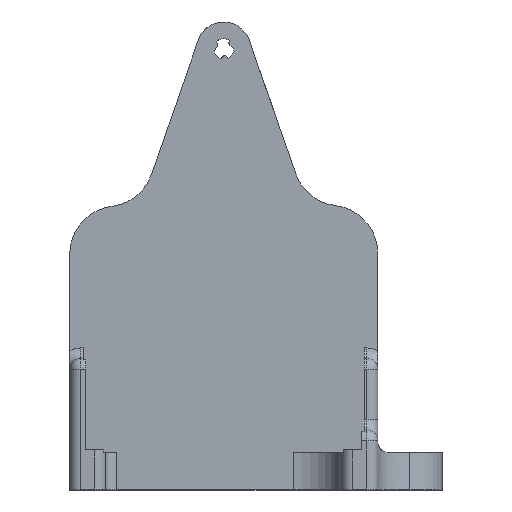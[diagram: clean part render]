
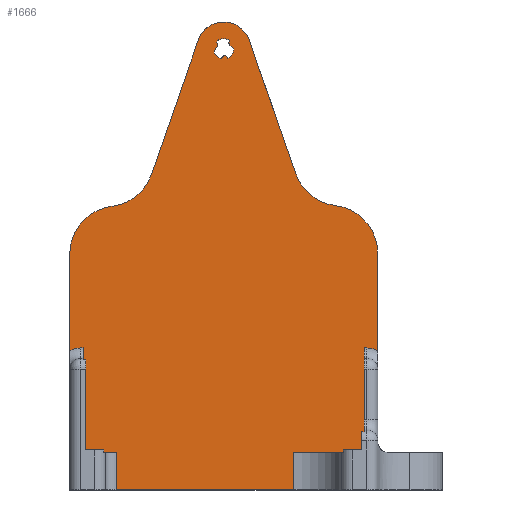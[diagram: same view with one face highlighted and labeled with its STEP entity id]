
A CAD part, top view. The second image highlights one B-rep face of the part: STEP entity #1666.
In plain terms, the highlighted planar face has unit normal (0, 0, 1).
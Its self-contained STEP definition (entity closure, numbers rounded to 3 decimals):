
#29=FACE_BOUND('',#193,.T.);
#44=PLANE('',#1803);
#96=FACE_OUTER_BOUND('',#192,.T.);
#192=EDGE_LOOP('',(#1221,#1222,#1223,#1224,#1225,#1226,#1227,#1228,#1229,
#1230,#1231,#1232,#1233,#1234,#1235,#1236,#1237,#1238,#1239,#1240));
#193=EDGE_LOOP('',(#1241,#1242,#1243,#1244,#1245,#1246,#1247,#1248));
#303=LINE('',#2554,#463);
#313=LINE('',#2596,#473);
#334=LINE('',#2653,#494);
#336=LINE('',#2657,#496);
#337=LINE('',#2659,#497);
#338=LINE('',#2661,#498);
#339=LINE('',#2668,#499);
#340=LINE('',#2672,#500);
#341=LINE('',#2678,#501);
#342=LINE('',#2682,#502);
#343=LINE('',#2684,#503);
#344=LINE('',#2686,#504);
#345=LINE('',#2687,#505);
#346=LINE('',#2696,#506);
#347=LINE('',#2703,#507);
#463=VECTOR('',#1991,10.);
#473=VECTOR('',#2017,10.);
#494=VECTOR('',#2074,10.);
#496=VECTOR('',#2078,10.);
#497=VECTOR('',#2079,10.);
#498=VECTOR('',#2080,10.);
#499=VECTOR('',#2087,10.);
#500=VECTOR('',#2090,10.);
#501=VECTOR('',#2095,10.);
#502=VECTOR('',#2098,10.);
#503=VECTOR('',#2099,10.);
#504=VECTOR('',#2100,10.);
#505=VECTOR('',#2101,10.);
#506=VECTOR('',#2108,10.);
#507=VECTOR('',#2115,10.);
#620=CIRCLE('',#1804,4.);
#621=CIRCLE('',#1805,8.938);
#622=CIRCLE('',#1806,8.938);
#623=CIRCLE('',#1807,5.);
#624=CIRCLE('',#1808,8.938);
#625=CIRCLE('',#1809,8.938);
#626=CIRCLE('',#1810,4.);
#627=CIRCLE('',#1811,1.875);
#628=CIRCLE('',#1812,0.563);
#629=CIRCLE('',#1813,1.875);
#630=CIRCLE('',#1814,0.563);
#631=CIRCLE('',#1815,1.875);
#632=CIRCLE('',#1816,0.563);
#712=VERTEX_POINT('',#2551);
#713=VERTEX_POINT('',#2553);
#726=VERTEX_POINT('',#2593);
#727=VERTEX_POINT('',#2595);
#745=VERTEX_POINT('',#2651);
#746=VERTEX_POINT('',#2656);
#747=VERTEX_POINT('',#2658);
#748=VERTEX_POINT('',#2660);
#749=VERTEX_POINT('',#2663);
#750=VERTEX_POINT('',#2665);
#751=VERTEX_POINT('',#2667);
#752=VERTEX_POINT('',#2669);
#753=VERTEX_POINT('',#2671);
#754=VERTEX_POINT('',#2673);
#755=VERTEX_POINT('',#2675);
#756=VERTEX_POINT('',#2677);
#757=VERTEX_POINT('',#2679);
#758=VERTEX_POINT('',#2681);
#759=VERTEX_POINT('',#2683);
#760=VERTEX_POINT('',#2685);
#761=VERTEX_POINT('',#2688);
#762=VERTEX_POINT('',#2689);
#763=VERTEX_POINT('',#2691);
#764=VERTEX_POINT('',#2693);
#765=VERTEX_POINT('',#2695);
#766=VERTEX_POINT('',#2697);
#767=VERTEX_POINT('',#2699);
#768=VERTEX_POINT('',#2701);
#879=EDGE_CURVE('',#713,#712,#303,.T.);
#896=EDGE_CURVE('',#727,#726,#313,.T.);
#924=EDGE_CURVE('',#745,#726,#334,.T.);
#926=EDGE_CURVE('',#745,#746,#336,.T.);
#927=EDGE_CURVE('',#746,#747,#337,.T.);
#928=EDGE_CURVE('',#748,#747,#338,.T.);
#929=EDGE_CURVE('',#713,#748,#620,.T.);
#930=EDGE_CURVE('',#749,#712,#621,.T.);
#931=EDGE_CURVE('',#750,#749,#622,.T.);
#932=EDGE_CURVE('',#750,#751,#339,.T.);
#933=EDGE_CURVE('',#751,#752,#623,.T.);
#934=EDGE_CURVE('',#752,#753,#340,.T.);
#935=EDGE_CURVE('',#754,#753,#624,.T.);
#936=EDGE_CURVE('',#755,#754,#625,.T.);
#937=EDGE_CURVE('',#755,#756,#341,.T.);
#938=EDGE_CURVE('',#757,#756,#626,.T.);
#939=EDGE_CURVE('',#758,#757,#342,.T.);
#940=EDGE_CURVE('',#758,#759,#343,.T.);
#941=EDGE_CURVE('',#759,#760,#344,.T.);
#942=EDGE_CURVE('',#727,#760,#345,.T.);
#943=EDGE_CURVE('',#761,#762,#627,.T.);
#944=EDGE_CURVE('',#762,#763,#628,.T.);
#945=EDGE_CURVE('',#763,#764,#629,.T.);
#946=EDGE_CURVE('',#764,#765,#346,.T.);
#947=EDGE_CURVE('',#765,#766,#630,.T.);
#948=EDGE_CURVE('',#766,#767,#631,.T.);
#949=EDGE_CURVE('',#767,#768,#632,.T.);
#950=EDGE_CURVE('',#768,#761,#347,.T.);
#1221=ORIENTED_EDGE('',*,*,#924,.F.);
#1222=ORIENTED_EDGE('',*,*,#926,.T.);
#1223=ORIENTED_EDGE('',*,*,#927,.T.);
#1224=ORIENTED_EDGE('',*,*,#928,.F.);
#1225=ORIENTED_EDGE('',*,*,#929,.F.);
#1226=ORIENTED_EDGE('',*,*,#879,.T.);
#1227=ORIENTED_EDGE('',*,*,#930,.F.);
#1228=ORIENTED_EDGE('',*,*,#931,.F.);
#1229=ORIENTED_EDGE('',*,*,#932,.T.);
#1230=ORIENTED_EDGE('',*,*,#933,.T.);
#1231=ORIENTED_EDGE('',*,*,#934,.T.);
#1232=ORIENTED_EDGE('',*,*,#935,.F.);
#1233=ORIENTED_EDGE('',*,*,#936,.F.);
#1234=ORIENTED_EDGE('',*,*,#937,.T.);
#1235=ORIENTED_EDGE('',*,*,#938,.F.);
#1236=ORIENTED_EDGE('',*,*,#939,.F.);
#1237=ORIENTED_EDGE('',*,*,#940,.T.);
#1238=ORIENTED_EDGE('',*,*,#941,.T.);
#1239=ORIENTED_EDGE('',*,*,#942,.F.);
#1240=ORIENTED_EDGE('',*,*,#896,.T.);
#1241=ORIENTED_EDGE('',*,*,#943,.T.);
#1242=ORIENTED_EDGE('',*,*,#944,.T.);
#1243=ORIENTED_EDGE('',*,*,#945,.T.);
#1244=ORIENTED_EDGE('',*,*,#946,.T.);
#1245=ORIENTED_EDGE('',*,*,#947,.T.);
#1246=ORIENTED_EDGE('',*,*,#948,.T.);
#1247=ORIENTED_EDGE('',*,*,#949,.T.);
#1248=ORIENTED_EDGE('',*,*,#950,.T.);
#1666=ADVANCED_FACE('',(#96,#29),#44,.T.);
#1803=AXIS2_PLACEMENT_3D('',#2655,#2076,#2077);
#1804=AXIS2_PLACEMENT_3D('',#2662,#2081,#2082);
#1805=AXIS2_PLACEMENT_3D('',#2664,#2083,#2084);
#1806=AXIS2_PLACEMENT_3D('',#2666,#2085,#2086);
#1807=AXIS2_PLACEMENT_3D('',#2670,#2088,#2089);
#1808=AXIS2_PLACEMENT_3D('',#2674,#2091,#2092);
#1809=AXIS2_PLACEMENT_3D('',#2676,#2093,#2094);
#1810=AXIS2_PLACEMENT_3D('',#2680,#2096,#2097);
#1811=AXIS2_PLACEMENT_3D('',#2690,#2102,#2103);
#1812=AXIS2_PLACEMENT_3D('',#2692,#2104,#2105);
#1813=AXIS2_PLACEMENT_3D('',#2694,#2106,#2107);
#1814=AXIS2_PLACEMENT_3D('',#2698,#2109,#2110);
#1815=AXIS2_PLACEMENT_3D('',#2700,#2111,#2112);
#1816=AXIS2_PLACEMENT_3D('',#2702,#2113,#2114);
#1991=DIRECTION('',(0.,1.,0.));
#2017=DIRECTION('',(1.,0.,0.));
#2074=DIRECTION('',(0.,-1.,0.));
#2076=DIRECTION('center_axis',(0.,0.,1.));
#2077=DIRECTION('ref_axis',(1.,0.,0.));
#2078=DIRECTION('',(1.,0.,0.));
#2079=DIRECTION('',(0.,1.,0.));
#2080=DIRECTION('',(-1.,0.,0.));
#2081=DIRECTION('center_axis',(0.,0.,1.));
#2082=DIRECTION('ref_axis',(0.707,0.707,0.));
#2083=DIRECTION('center_axis',(0.,0.,-1.));
#2084=DIRECTION('ref_axis',(-1.,0.,0.));
#2085=DIRECTION('center_axis',(0.,0.,1.));
#2086=DIRECTION('ref_axis',(-0.579,-0.815,0.));
#2087=DIRECTION('',(-0.329,0.944,0.));
#2088=DIRECTION('center_axis',(0.,0.,1.));
#2089=DIRECTION('ref_axis',(1.,0.,0.));
#2090=DIRECTION('',(-0.329,-0.944,0.));
#2091=DIRECTION('center_axis',(0.,0.,1.));
#2092=DIRECTION('ref_axis',(-0.944,0.329,0.));
#2093=DIRECTION('center_axis',(0.,0.,-1.));
#2094=DIRECTION('ref_axis',(-0.707,0.707,0.));
#2095=DIRECTION('',(0.,-1.,0.));
#2096=DIRECTION('center_axis',(0.,0.,1.));
#2097=DIRECTION('ref_axis',(-0.707,0.707,0.));
#2098=DIRECTION('',(-1.,0.,0.));
#2099=DIRECTION('',(0.,-1.,0.));
#2100=DIRECTION('',(1.,0.,0.));
#2101=DIRECTION('',(0.,1.,0.));
#2102=DIRECTION('center_axis',(0.,0.,-1.));
#2103=DIRECTION('ref_axis',(1.,0.,0.));
#2104=DIRECTION('center_axis',(0.,0.,1.));
#2105=DIRECTION('ref_axis',(1.,0.,0.));
#2106=DIRECTION('center_axis',(0.,0.,-1.));
#2107=DIRECTION('ref_axis',(1.,0.,0.));
#2108=DIRECTION('',(0.494,0.869,0.));
#2109=DIRECTION('center_axis',(0.,0.,1.));
#2110=DIRECTION('ref_axis',(1.,0.,0.));
#2111=DIRECTION('center_axis',(0.,0.,-1.));
#2112=DIRECTION('ref_axis',(1.,0.,0.));
#2113=DIRECTION('center_axis',(0.,0.,1.));
#2114=DIRECTION('ref_axis',(1.,0.,0.));
#2115=DIRECTION('',(0.734,-0.679,0.));
#2551=CARTESIAN_POINT('',(28.65,2.945,2.));
#2553=CARTESIAN_POINT('',(28.65,-15.201,2.));
#2554=CARTESIAN_POINT('',(28.65,-41.095,2.));
#2593=CARTESIAN_POINT('',(13.053,-41.095,2.));
#2595=CARTESIAN_POINT('',(-20.05,-41.095,2.));
#2596=CARTESIAN_POINT('',(-28.65,-41.095,2.));
#2651=CARTESIAN_POINT('',(13.053,-34.165,2.));
#2653=CARTESIAN_POINT('',(13.053,3.42,2.));
#2655=CARTESIAN_POINT('Origin',(0.,41.005,2.));
#2656=CARTESIAN_POINT('',(26.15,-34.165,2.));
#2657=CARTESIAN_POINT('',(13.075,-34.165,2.));
#2658=CARTESIAN_POINT('',(26.15,-14.665,2.));
#2659=CARTESIAN_POINT('',(26.15,12.17,2.));
#2660=CARTESIAN_POINT('',(26.65,-14.665,2.));
#2661=CARTESIAN_POINT('',(14.325,-14.665,2.));
#2662=CARTESIAN_POINT('Origin',(26.65,-18.665,2.));
#2663=CARTESIAN_POINT('',(20.776,11.819,2.));
#2664=CARTESIAN_POINT('Origin',(19.713,2.945,2.));
#2665=CARTESIAN_POINT('',(13.4,17.751,2.));
#2666=CARTESIAN_POINT('Origin',(21.84,20.693,2.));
#2667=CARTESIAN_POINT('',(4.721,42.651,2.));
#2668=CARTESIAN_POINT('',(15.49,11.755,2.));
#2669=CARTESIAN_POINT('',(-4.721,42.651,2.));
#2670=CARTESIAN_POINT('Origin',(0.,41.005,2.));
#2671=CARTESIAN_POINT('',(-13.446,17.618,2.));
#2672=CARTESIAN_POINT('',(-4.721,42.651,2.));
#2673=CARTESIAN_POINT('',(-20.799,11.689,2.));
#2674=CARTESIAN_POINT('Origin',(-21.886,20.56,2.));
#2675=CARTESIAN_POINT('',(-28.65,2.818,2.));
#2676=CARTESIAN_POINT('Origin',(-19.713,2.818,2.));
#2677=CARTESIAN_POINT('',(-28.65,-15.201,2.));
#2678=CARTESIAN_POINT('',(-28.65,11.755,2.));
#2679=CARTESIAN_POINT('',(-26.65,-14.665,2.));
#2680=CARTESIAN_POINT('Origin',(-26.65,-18.665,2.));
#2681=CARTESIAN_POINT('',(-26.15,-14.665,2.));
#2682=CARTESIAN_POINT('',(-13.075,-14.665,2.));
#2683=CARTESIAN_POINT('',(-26.15,-34.165,2.));
#2684=CARTESIAN_POINT('',(-26.15,3.42,2.));
#2685=CARTESIAN_POINT('',(-20.05,-34.165,2.));
#2686=CARTESIAN_POINT('',(-11.025,-34.165,2.));
#2687=CARTESIAN_POINT('',(-20.05,2.17,2.));
#2688=CARTESIAN_POINT('',(1.875,41.005,2.));
#2689=CARTESIAN_POINT('',(0.725,39.276,2.));
#2690=CARTESIAN_POINT('Origin',(0.,41.005,2.));
#2691=CARTESIAN_POINT('',(-0.382,39.169,2.));
#2692=CARTESIAN_POINT('Origin',(0.18,39.139,2.));
#2693=CARTESIAN_POINT('',(-1.8,40.479,2.));
#2694=CARTESIAN_POINT('Origin',(0.,41.005,2.));
#2695=CARTESIAN_POINT('',(-1.217,41.505,2.));
#2696=CARTESIAN_POINT('',(-1.8,40.479,2.));
#2697=CARTESIAN_POINT('',(-1.399,42.254,2.));
#2698=CARTESIAN_POINT('Origin',(-1.706,41.782,2.));
#2699=CARTESIAN_POINT('',(1.135,42.498,2.));
#2700=CARTESIAN_POINT('Origin',(0.,41.005,2.));
#2701=CARTESIAN_POINT('',(1.144,41.681,2.));
#2702=CARTESIAN_POINT('Origin',(1.526,42.094,2.));
#2703=CARTESIAN_POINT('',(1.144,41.681,2.));
